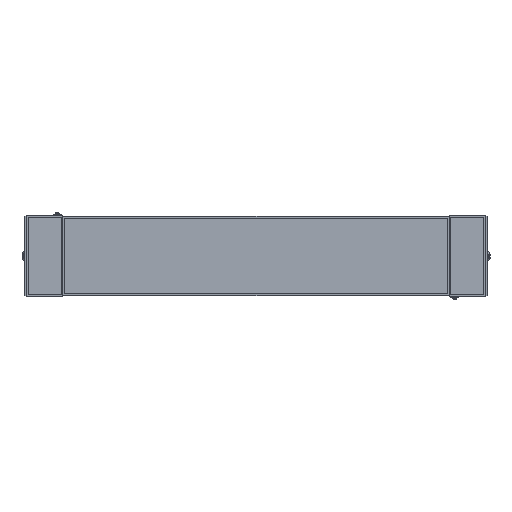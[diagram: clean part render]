
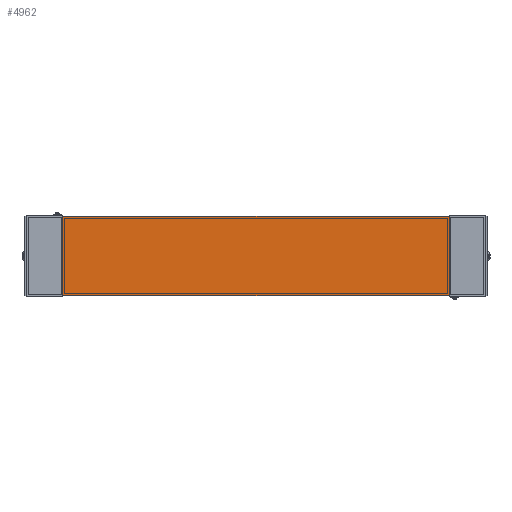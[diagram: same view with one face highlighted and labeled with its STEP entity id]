
A CAD part, left-side view. The second image highlights one B-rep face of the part: STEP entity #4962.
In plain terms, the highlighted planar face has unit normal (-1, 0, 0).
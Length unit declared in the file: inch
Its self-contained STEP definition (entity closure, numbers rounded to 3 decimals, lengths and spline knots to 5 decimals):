
#4372 = EDGE_CURVE ( 'NONE', #16159, #17680, #31242, .T. ) ;
#4772 = ORIENTED_EDGE ( 'NONE', *, *, #30465, .F. ) ;
#4962 = ADVANCED_FACE ( 'NONE', ( #23749 ), #17379, .F. ) ;
#5186 = LINE ( 'NONE', #10858, #7542 ) ;
#7542 = VECTOR ( 'NONE', #14391, 39.37008 ) ;
#9809 = ORIENTED_EDGE ( 'NONE', *, *, #36053, .F. ) ;
#9880 = AXIS2_PLACEMENT_3D ( 'NONE', #19994, #36764, #40499 ) ;
#9892 = VECTOR ( 'NONE', #26918, 39.37008 ) ;
#10077 = ORIENTED_EDGE ( 'NONE', *, *, #17560, .F. ) ;
#10858 = CARTESIAN_POINT ( 'NONE',  ( -23.58268, -3.93701, 1.92913 ) ) ;
#11589 = VERTEX_POINT ( 'NONE', #41398 ) ;
#11826 = LINE ( 'NONE', #18235, #39770 ) ;
#13078 = LINE ( 'NONE', #41441, #9892 ) ;
#14391 = DIRECTION ( 'NONE',  ( 0., -1., 0. ) ) ;
#14491 = VECTOR ( 'NONE', #30588, 39.37008 ) ;
#16159 = VERTEX_POINT ( 'NONE', #40854 ) ;
#17379 = PLANE ( 'NONE',  #9880 ) ;
#17560 = EDGE_CURVE ( 'NONE', #42597, #16159, #11826, .T. ) ;
#17680 = VERTEX_POINT ( 'NONE', #23020 ) ;
#18235 = CARTESIAN_POINT ( 'NONE',  ( -23.58268, -13.36614, 0. ) ) ;
#19994 = CARTESIAN_POINT ( 'NONE',  ( -23.58268, -3.93701, 0. ) ) ;
#23020 = CARTESIAN_POINT ( 'NONE',  ( -23.58268, 5.49213, -1.92913 ) ) ;
#23749 = FACE_OUTER_BOUND ( 'NONE', #36195, .T. ) ;
#26918 = DIRECTION ( 'NONE',  ( 0., 0., 1. ) ) ;
#28114 = DIRECTION ( 'NONE',  ( 0., 0., -1. ) ) ;
#30465 = EDGE_CURVE ( 'NONE', #11589, #42597, #5186, .T. ) ;
#30588 = DIRECTION ( 'NONE',  ( 0., 1., 0. ) ) ;
#31242 = LINE ( 'NONE', #37620, #14491 ) ;
#36053 = EDGE_CURVE ( 'NONE', #17680, #11589, #13078, .T. ) ;
#36195 = EDGE_LOOP ( 'NONE', ( #10077, #4772, #9809, #39067 ) ) ;
#36764 = DIRECTION ( 'NONE',  ( 1., 0., 0. ) ) ;
#37620 = CARTESIAN_POINT ( 'NONE',  ( -23.58268, -3.93701, -1.92913 ) ) ;
#39067 = ORIENTED_EDGE ( 'NONE', *, *, #4372, .F. ) ;
#39770 = VECTOR ( 'NONE', #28114, 39.37008 ) ;
#40499 = DIRECTION ( 'NONE',  ( 0., 0., 1. ) ) ;
#40854 = CARTESIAN_POINT ( 'NONE',  ( -23.58268, -13.36614, -1.92913 ) ) ;
#40984 = CARTESIAN_POINT ( 'NONE',  ( -23.58268, -13.36614, 1.92913 ) ) ;
#41398 = CARTESIAN_POINT ( 'NONE',  ( -23.58268, 5.49213, 1.92913 ) ) ;
#41441 = CARTESIAN_POINT ( 'NONE',  ( -23.58268, 5.49213, 0. ) ) ;
#42597 = VERTEX_POINT ( 'NONE', #40984 ) ;
